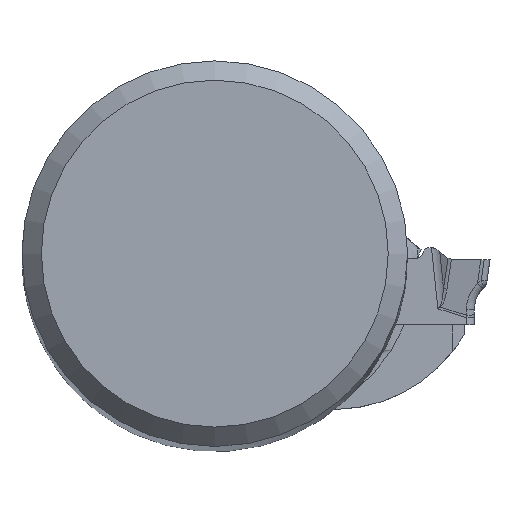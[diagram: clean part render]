
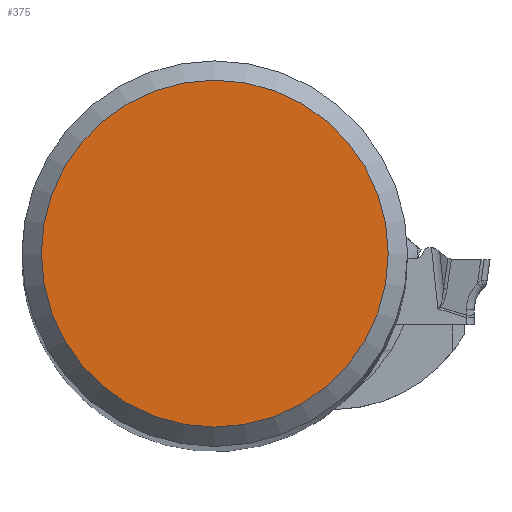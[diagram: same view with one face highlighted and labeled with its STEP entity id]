
A CAD part, top view. The second image highlights one B-rep face of the part: STEP entity #375.
In plain terms, the highlighted planar face has unit normal (0, 0, 1).
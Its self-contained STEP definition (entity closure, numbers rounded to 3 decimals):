
#192=FACE_OUTER_BOUND('',#875,.T.);
#316=CIRCLE('',#2311,8.982);
#375=ADVANCED_FACE('TB_BL_N5_SU8',(#192),#495,.F.);
#495=PLANE('',#2313);
#875=EDGE_LOOP('',(#1074));
#1074=ORIENTED_EDGE('',*,*,#1885,.T.);
#1670=VERTEX_POINT('',#3370);
#1885=EDGE_CURVE('',#1670,#1670,#316,.T.);
#2311=AXIS2_PLACEMENT_3D('',#3369,#2590,#2591);
#2313=AXIS2_PLACEMENT_3D('',#3372,#2594,#2595);
#2590=DIRECTION('',(0.,0.,1.));
#2591=DIRECTION('',(-1.,0.,0.));
#2594=DIRECTION('',(0.,0.,-1.));
#2595=DIRECTION('',(1.,0.,0.));
#3369=CARTESIAN_POINT('',(0.,0.,0.));
#3370=CARTESIAN_POINT('',(-8.982,0.,0.));
#3372=CARTESIAN_POINT('',(-8.982,0.,0.));
